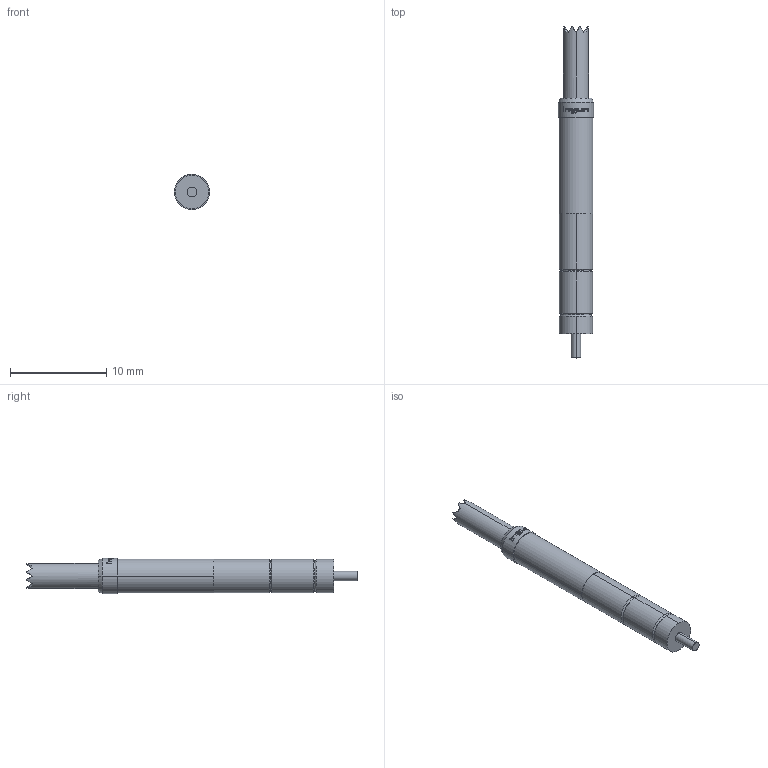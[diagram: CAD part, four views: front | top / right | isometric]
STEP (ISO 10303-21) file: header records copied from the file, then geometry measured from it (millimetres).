
FILE_DESCRIPTION (( 'STEP AP203' ), '1' );
FILE_NAME ('INGUN_HFS-110_304_115_A_xx06_B.STEP', '2025-01-23T11:01:04', ( '' ), ( '' ), 'SwSTEP 2.0', 'SolidWorks 2023', '' );
FILE_SCHEMA (( 'CONFIG_CONTROL_DESIGN' ));
Length unit declared in the file: millimetre
Products named in the file (1): INGUN_HFS-110_304_115_A_xx06_B
Bounding box: 3.65 x 34.5 x 3.65 mm (x, y, z)
Volume: 273.4 mm3; surface area: 365.6 mm2
Topology: 1 solids, 1 shells, 158 faces, 386 edges, 241 vertices
Faces by surface type: plane 102, cylinder 24, bspline 22, torus 8, cone 2
Entity records: 4905 total; most frequent: CARTESIAN_POINT 1478, ORIENTED_EDGE 772, DIRECTION 598, EDGE_CURVE 386, VERTEX_POINT 241, AXIS2_PLACEMENT_3D 225, EDGE_LOOP 169, FACE_OUTER_BOUND 158
